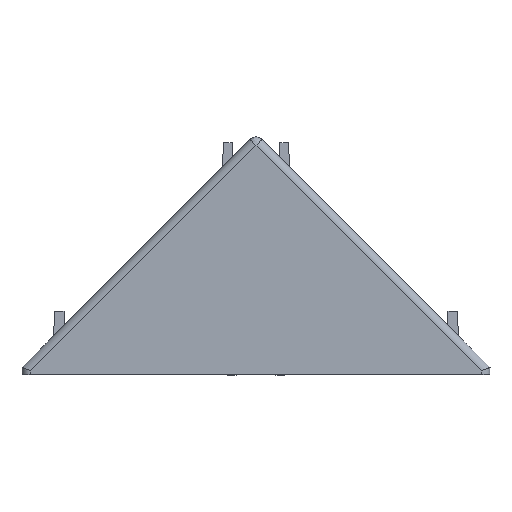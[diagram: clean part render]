
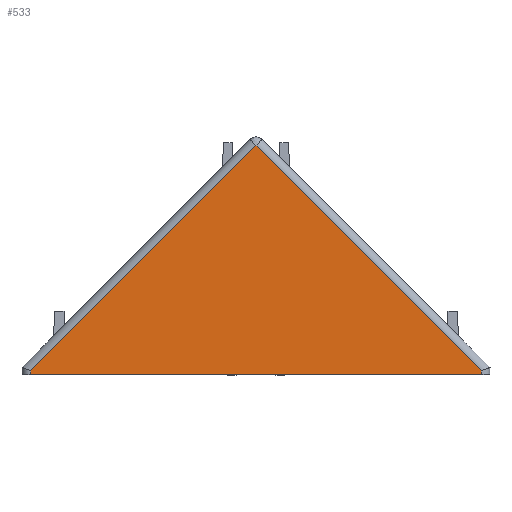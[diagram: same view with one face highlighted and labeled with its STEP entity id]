
A CAD part, top view. The second image highlights one B-rep face of the part: STEP entity #533.
In plain terms, the highlighted planar face has unit normal (0, 0.009, 1).
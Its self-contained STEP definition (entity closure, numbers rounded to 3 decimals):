
#533 = ADVANCED_FACE ( 'NONE', ( #3728 ), #4545, .T. ) ;
#637 = EDGE_LOOP ( 'NONE', ( #3268, #3270, #3266, #3269, #3271 ) ) ;
#983 = LINE ( 'NONE', #984, #4147 ) ;
#984 = CARTESIAN_POINT ( 'NONE',  ( -26., 13.197, 19.885 ) ) ;
#985 = DIRECTION ( 'NONE',  ( 0., -1., 0.009 ) ) ;
#999 = LINE ( 'NONE', #1000, #1016 ) ;
#1000 = CARTESIAN_POINT ( 'NONE',  ( 0., 0., 20. ) ) ;
#1001 = DIRECTION ( 'NONE',  ( 1., 0., 0. ) ) ;
#1011 = LINE ( 'NONE', #1012, #1020 ) ;
#1012 = CARTESIAN_POINT ( 'NONE',  ( 26., 0.404, 19.996 ) ) ;
#1013 = DIRECTION ( 'NONE',  ( 0., 1., -0.009 ) ) ;
#1016 = VECTOR ( 'NONE', #1001, 1000. ) ;
#1020 = VECTOR ( 'NONE', #1013, 1000. ) ;
#1497 = CARTESIAN_POINT ( 'NONE',  ( 0., 26.395, 19.77 ) ) ;
#1558 = CARTESIAN_POINT ( 'NONE',  ( 26., 0., 20. ) ) ;
#1576 = CARTESIAN_POINT ( 'NONE',  ( -26., 0., 20. ) ) ;
#1595 = CARTESIAN_POINT ( 'NONE',  ( 26., 0.395, 19.997 ) ) ;
#1625 = CARTESIAN_POINT ( 'NONE',  ( -26., 0.395, 19.997 ) ) ;
#1646 = VECTOR ( 'NONE', #2058, 1000. ) ;
#1648 = VECTOR ( 'NONE', #2064, 1000. ) ;
#2056 = LINE ( 'NONE', #2057, #1646 ) ;
#2057 = CARTESIAN_POINT ( 'NONE',  ( 0., 26.395, 19.77 ) ) ;
#2058 = DIRECTION ( 'NONE',  ( -0.707, -0.707, 0.006 ) ) ;
#2062 = LINE ( 'NONE', #2063, #1648 ) ;
#2063 = CARTESIAN_POINT ( 'NONE',  ( 26., 0.395, 19.997 ) ) ;
#2064 = DIRECTION ( 'NONE',  ( -0.707, 0.707, -0.006 ) ) ;
#2291 = EDGE_CURVE ( 'NONE', #3025, #2976, #983, .T. ) ;
#2296 = EDGE_CURVE ( 'NONE', #2976, #2958, #999, .T. ) ;
#2300 = EDGE_CURVE ( 'NONE', #2958, #2995, #1011, .T. ) ;
#2897 = VERTEX_POINT ( 'NONE', #1497 ) ;
#2958 = VERTEX_POINT ( 'NONE', #1558 ) ;
#2976 = VERTEX_POINT ( 'NONE', #1576 ) ;
#2995 = VERTEX_POINT ( 'NONE', #1595 ) ;
#3025 = VERTEX_POINT ( 'NONE', #1625 ) ;
#3266 = ORIENTED_EDGE ( 'NONE', *, *, #3957, .T. ) ;
#3268 = ORIENTED_EDGE ( 'NONE', *, *, #2300, .T. ) ;
#3269 = ORIENTED_EDGE ( 'NONE', *, *, #2291, .T. ) ;
#3270 = ORIENTED_EDGE ( 'NONE', *, *, #3959, .T. ) ;
#3271 = ORIENTED_EDGE ( 'NONE', *, *, #2296, .T. ) ;
#3728 = FACE_OUTER_BOUND ( 'NONE', #637, .T. ) ;
#3732 = AXIS2_PLACEMENT_3D ( 'NONE', #4546, #4547, #4548 ) ;
#3957 = EDGE_CURVE ( 'NONE', #2897, #3025, #2056, .T. ) ;
#3959 = EDGE_CURVE ( 'NONE', #2995, #2897, #2062, .T. ) ;
#4147 = VECTOR ( 'NONE', #985, 1000. ) ;
#4545 = PLANE ( 'NONE',  #3732 ) ;
#4546 = CARTESIAN_POINT ( 'NONE',  ( -26., 26.395, 19.77 ) ) ;
#4547 = DIRECTION ( 'NONE',  ( 0., 0.009, 1. ) ) ;
#4548 = DIRECTION ( 'NONE',  ( 0., -1., 0.009 ) ) ;
